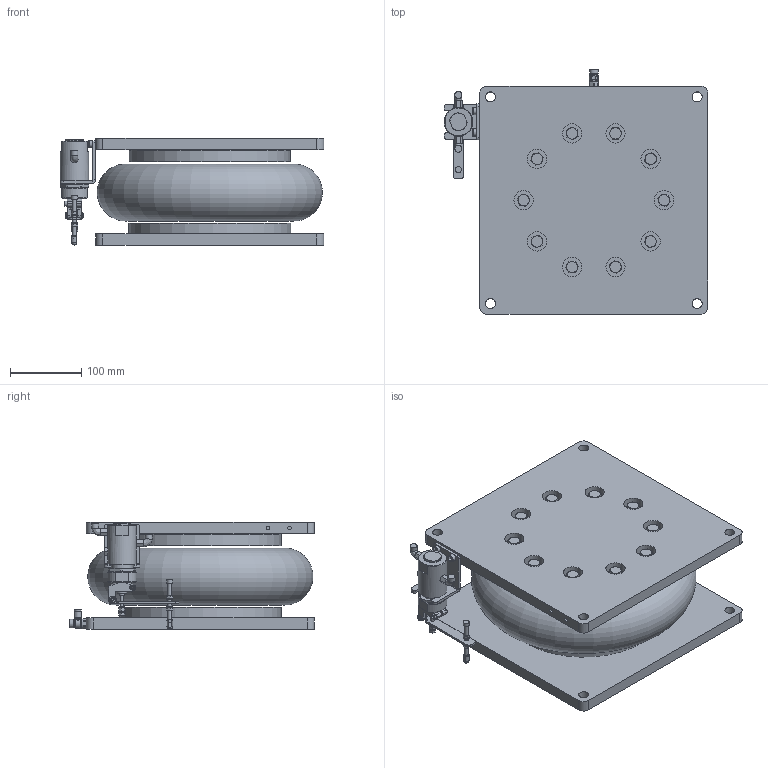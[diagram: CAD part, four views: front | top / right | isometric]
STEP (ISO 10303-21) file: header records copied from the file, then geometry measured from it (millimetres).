
FILE_DESCRIPTION (( 'STEP AP203' ), '1' );
FILE_NAME ('516462.STEP', '2025-01-03T03:55:43', ( 'Windows User' ), ( 'P R C' ), 'SwSTEP 2.0', 'SolidWorks 2020', '' );
FILE_SCHEMA (( 'CONFIG_CONTROL_DESIGN' ));
Length unit declared in the file: millimetre
Products named in the file (1): 516462
Bounding box: 370 x 343.5 x 150.49 mm (x, y, z)
Surface area: 656143.3 mm2 (no closed solid volume)
Topology: 0 solids, 61 shells, 618 faces, 1865 edges, 1294 vertices
Faces by surface type: plane 340, cone 144, cylinder 118, torus 9, bspline 5, sphere 2
Full cylindrical faces by diameter (mm): 4 x1, 5 x8, 6 x1, 7 x2, 7.5 x1, 8 x4, 8.1 x1, 8.45 x1, 8.5 x1, 9 x2, 9.7 x1, 10 x4, 10.4 x1, 11 x2, 11.5 x2, 12 x1, 12.6 x1, 12.7 x1, 13 x1, 14 x8, 27 x20, 30 x1, 40 x1, 227 x2
Entity records: 21683 total; most frequent: CARTESIAN_POINT 6092, DIRECTION 3039, ORIENTED_EDGE 2828, EDGE_CURVE 1759, VERTEX_POINT 1273, AXIS2_PLACEMENT_3D 1127, EDGE_LOOP 830, VECTOR 785
